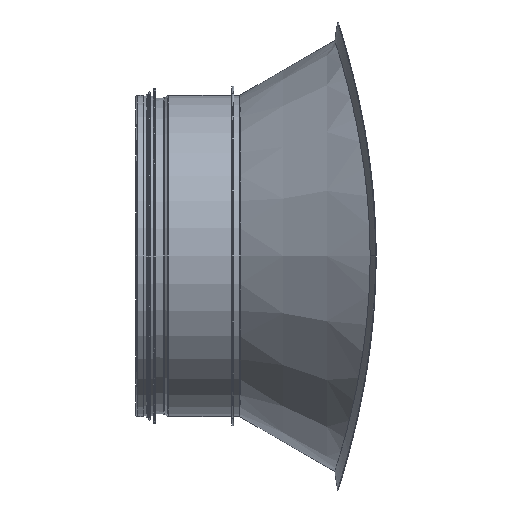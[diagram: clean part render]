
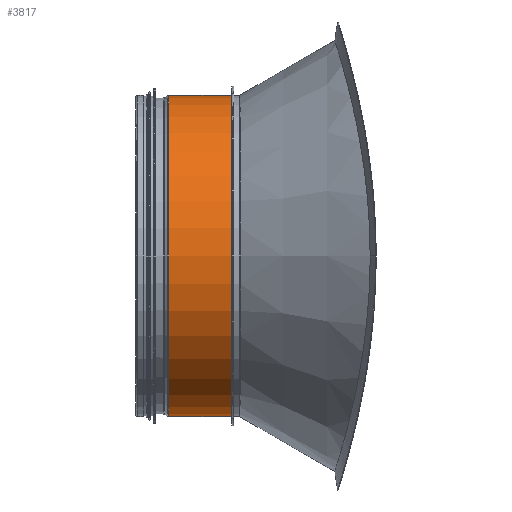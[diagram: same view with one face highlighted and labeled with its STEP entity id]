
A CAD part, left-side view. The second image highlights one B-rep face of the part: STEP entity #3817.
In plain terms, the highlighted cylindrical face has radius 124.45 mm (diameter 248.9 mm), a full revolution.
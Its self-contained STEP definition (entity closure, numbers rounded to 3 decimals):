
#2742=CARTESIAN_POINT('',(124.45,74.0,0.0));
#2743=VERTEX_POINT('',#2742);
#2793=CARTESIAN_POINT('',(124.45,74.0,-0.002));
#2794=VERTEX_POINT('',#2793);
#2817=CARTESIAN_POINT('',(124.45,25.5,0.0));
#2818=VERTEX_POINT('',#2817);
#2819=CARTESIAN_POINT('',(124.45,25.5,0.0));
#2820=DIRECTION('',(0.0,1.0,0.0));
#2821=VECTOR('',#2820,48.5);
#2822=LINE('',#2819,#2821);
#2823=EDGE_CURVE('',#2818,#2743,#2822,.T.);
#2856=CARTESIAN_POINT('',(124.45,25.5,-0.002));
#2857=VERTEX_POINT('',#2856);
#2864=CARTESIAN_POINT('',(124.45,74.0,-0.002));
#2865=DIRECTION('',(0.0,-1.0,0.0));
#2866=VECTOR('',#2865,48.5);
#2867=LINE('',#2864,#2866);
#2868=EDGE_CURVE('',#2794,#2857,#2867,.T.);
#3788=CARTESIAN_POINT('',(0.,74.,0.0));
#3789=DIRECTION('',(0.0,-1.0,0.0));
#3790=DIRECTION('',(1.0,0.0,0.0));
#3791=AXIS2_PLACEMENT_3D('',#3788,#3789,#3790);
#3792=CIRCLE('',#3791,124.45);
#3793=EDGE_CURVE('',#2743,#2794,#3792,.T.);
#3800=CARTESIAN_POINT('',(0.,39.957,0.0));
#3801=DIRECTION('',(0.,-1.0,0.0));
#3802=DIRECTION('',(1.0,0.0,0.0));
#3803=AXIS2_PLACEMENT_3D('',#3800,#3801,#3802);
#3804=CYLINDRICAL_SURFACE('',#3803,124.45);
#3805=ORIENTED_EDGE('',*,*,#2868,.T.);
#3806=CARTESIAN_POINT('',(0.,25.5,0.0));
#3807=DIRECTION('',(0.0,-1.0,0.0));
#3808=DIRECTION('',(1.0,0.0,0.0));
#3809=AXIS2_PLACEMENT_3D('',#3806,#3807,#3808);
#3810=CIRCLE('',#3809,124.45);
#3811=EDGE_CURVE('',#2818,#2857,#3810,.T.);
#3812=ORIENTED_EDGE('',*,*,#3811,.F.);
#3813=ORIENTED_EDGE('',*,*,#2823,.T.);
#3814=ORIENTED_EDGE('',*,*,#3793,.T.);
#3815=EDGE_LOOP('',(#3805,#3812,#3813,#3814));
#3816=FACE_OUTER_BOUND('',#3815,.T.);
#3817=ADVANCED_FACE('',(#3816),#3804,.T.);
